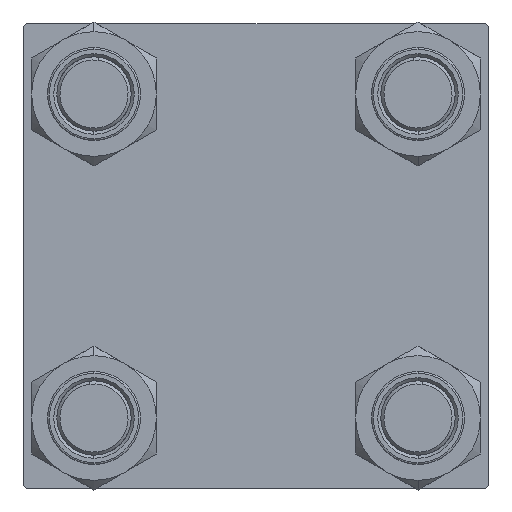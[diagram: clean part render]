
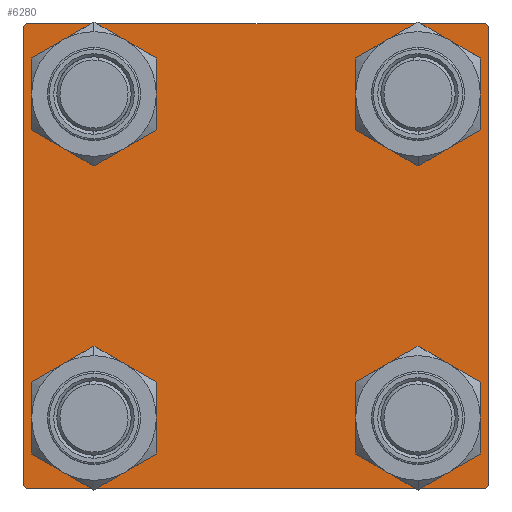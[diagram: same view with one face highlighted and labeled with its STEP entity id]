
A CAD part, left-side view. The second image highlights one B-rep face of the part: STEP entity #6280.
In plain terms, the highlighted planar face has unit normal (-1, 0, 0).
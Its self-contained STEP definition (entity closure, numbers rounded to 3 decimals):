
#256 = VERTEX_POINT ( 'NONE', #47297 ) ;
#301 = CARTESIAN_POINT ( 'NONE',  ( 0., -37., 37.5 ) ) ;
#492 = ORIENTED_EDGE ( 'NONE', *, *, #46992, .T. ) ;
#575 = CARTESIAN_POINT ( 'NONE',  ( 0., -26.15, 32.65 ) ) ;
#790 = CARTESIAN_POINT ( 'NONE',  ( 0., -37.5, 37. ) ) ;
#795 = CARTESIAN_POINT ( 'NONE',  ( 0., -26.15, 26.15 ) ) ;
#2097 = AXIS2_PLACEMENT_3D ( 'NONE', #33794, #50093, #46024 ) ;
#2212 = CARTESIAN_POINT ( 'NONE',  ( 0., -26.15, -19.65 ) ) ;
#2581 = VERTEX_POINT ( 'NONE', #790 ) ;
#2673 = EDGE_CURVE ( 'NONE', #28052, #12451, #28480, .T. ) ;
#2963 = AXIS2_PLACEMENT_3D ( 'NONE', #6998, #18696, #48773 ) ;
#3127 = VERTEX_POINT ( 'NONE', #12324 ) ;
#3424 = EDGE_CURVE ( 'NONE', #35260, #18655, #33990, .T. ) ;
#4057 = AXIS2_PLACEMENT_3D ( 'NONE', #16508, #13460, #36353 ) ;
#4096 = ORIENTED_EDGE ( 'NONE', *, *, #27124, .T. ) ;
#4315 = ORIENTED_EDGE ( 'NONE', *, *, #34721, .T. ) ;
#4851 = VECTOR ( 'NONE', #40487, 1000. ) ;
#5111 = DIRECTION ( 'NONE',  ( 1., 0., 0. ) ) ;
#5119 = CARTESIAN_POINT ( 'NONE',  ( 0., 37.25, -37.25 ) ) ;
#6012 = EDGE_LOOP ( 'NONE', ( #17633, #492 ) ) ;
#6280 = ADVANCED_FACE ( 'NONE', ( #7582, #23090, #16187, #43183, #31715 ), #35533, .T. ) ;
#6379 = LINE ( 'NONE', #44830, #4851 ) ;
#6605 = ORIENTED_EDGE ( 'NONE', *, *, #46237, .T. ) ;
#6998 = CARTESIAN_POINT ( 'NONE',  ( 0., 26.15, -26.15 ) ) ;
#7022 = CIRCLE ( 'NONE', #2963, 6.5 ) ;
#7582 = FACE_BOUND ( 'NONE', #24554, .T. ) ;
#8085 = CARTESIAN_POINT ( 'NONE',  ( 0., 37., -37.5 ) ) ;
#8110 = LINE ( 'NONE', #23621, #41934 ) ;
#8229 = EDGE_LOOP ( 'NONE', ( #15734, #6605, #46896, #22415, #18388, #32268, #20968, #49632 ) ) ;
#8321 = DIRECTION ( 'NONE',  ( 0., 0., 1. ) ) ;
#8700 = DIRECTION ( 'NONE',  ( 0., -0.707, -0.707 ) ) ;
#8934 = ORIENTED_EDGE ( 'NONE', *, *, #2673, .T. ) ;
#8951 = LINE ( 'NONE', #5119, #30082 ) ;
#9739 = VERTEX_POINT ( 'NONE', #2212 ) ;
#9841 = DIRECTION ( 'NONE',  ( 0., 0.707, -0.707 ) ) ;
#10264 = EDGE_CURVE ( 'NONE', #45589, #3127, #48683, .T. ) ;
#10541 = ORIENTED_EDGE ( 'NONE', *, *, #48466, .T. ) ;
#11101 = DIRECTION ( 'NONE',  ( 1., 0., 0. ) ) ;
#11691 = CARTESIAN_POINT ( 'NONE',  ( 0., 37., 37.5 ) ) ;
#12324 = CARTESIAN_POINT ( 'NONE',  ( 0., -37.5, -37. ) ) ;
#12451 = VERTEX_POINT ( 'NONE', #575 ) ;
#12844 = EDGE_LOOP ( 'NONE', ( #35125, #44778 ) ) ;
#13131 = DIRECTION ( 'NONE',  ( 0., 0., -1. ) ) ;
#13460 = DIRECTION ( 'NONE',  ( 1., 0., 0. ) ) ;
#13772 = DIRECTION ( 'NONE',  ( 0., 0., 1. ) ) ;
#14279 = EDGE_CURVE ( 'NONE', #2581, #3127, #40347, .T. ) ;
#15734 = ORIENTED_EDGE ( 'NONE', *, *, #43230, .T. ) ;
#16097 = EDGE_CURVE ( 'NONE', #35260, #48474, #8110, .T. ) ;
#16187 = FACE_BOUND ( 'NONE', #43154, .T. ) ;
#16313 = LINE ( 'NONE', #20131, #27670 ) ;
#16379 = AXIS2_PLACEMENT_3D ( 'NONE', #24459, #5111, #20637 ) ;
#16508 = CARTESIAN_POINT ( 'NONE',  ( 0., -26.15, -26.15 ) ) ;
#17156 = VECTOR ( 'NONE', #9841, 1000. ) ;
#17590 = DIRECTION ( 'NONE',  ( 1., 0., 0. ) ) ;
#17633 = ORIENTED_EDGE ( 'NONE', *, *, #19936, .T. ) ;
#17802 = CIRCLE ( 'NONE', #25086, 6.5 ) ;
#18007 = VERTEX_POINT ( 'NONE', #23745 ) ;
#18080 = EDGE_CURVE ( 'NONE', #31456, #45589, #37725, .T. ) ;
#18388 = ORIENTED_EDGE ( 'NONE', *, *, #14279, .F. ) ;
#18655 = VERTEX_POINT ( 'NONE', #28753 ) ;
#18696 = DIRECTION ( 'NONE',  ( 1., 0., 0. ) ) ;
#19936 = EDGE_CURVE ( 'NONE', #256, #18007, #50053, .T. ) ;
#20131 = CARTESIAN_POINT ( 'NONE',  ( 0., -37.25, 37.25 ) ) ;
#20382 = DIRECTION ( 'NONE',  ( 0., 0., 1. ) ) ;
#20533 = CARTESIAN_POINT ( 'NONE',  ( 0., 26.15, -32.65 ) ) ;
#20637 = DIRECTION ( 'NONE',  ( 0., 0., 1. ) ) ;
#20968 = ORIENTED_EDGE ( 'NONE', *, *, #16097, .F. ) ;
#22415 = ORIENTED_EDGE ( 'NONE', *, *, #10264, .T. ) ;
#23090 = FACE_BOUND ( 'NONE', #12844, .T. ) ;
#23216 = DIRECTION ( 'NONE',  ( 0., 0.707, 0.707 ) ) ;
#23463 = CARTESIAN_POINT ( 'NONE',  ( 0., 26.15, -26.15 ) ) ;
#23465 = DIRECTION ( 'NONE',  ( 1., 0., 0. ) ) ;
#23566 = CIRCLE ( 'NONE', #4057, 6.5 ) ;
#23621 = CARTESIAN_POINT ( 'NONE',  ( 0., 37.5, 37.5 ) ) ;
#23745 = CARTESIAN_POINT ( 'NONE',  ( 0., 26.15, 19.65 ) ) ;
#24459 = CARTESIAN_POINT ( 'NONE',  ( 0., -26.15, 26.15 ) ) ;
#24520 = AXIS2_PLACEMENT_3D ( 'NONE', #38863, #39106, #8321 ) ;
#24554 = EDGE_LOOP ( 'NONE', ( #4096, #8934 ) ) ;
#25086 = AXIS2_PLACEMENT_3D ( 'NONE', #795, #23465, #20382 ) ;
#25254 = CARTESIAN_POINT ( 'NONE',  ( 0., 37.5, -37.5 ) ) ;
#25755 = CARTESIAN_POINT ( 'NONE',  ( 0., -37.25, -37.25 ) ) ;
#25779 = VERTEX_POINT ( 'NONE', #33480 ) ;
#26855 = CIRCLE ( 'NONE', #29278, 6.5 ) ;
#26976 = CARTESIAN_POINT ( 'NONE',  ( 0., -37., -37.5 ) ) ;
#27124 = EDGE_CURVE ( 'NONE', #12451, #28052, #17802, .T. ) ;
#27670 = VECTOR ( 'NONE', #23216, 1000. ) ;
#27724 = VERTEX_POINT ( 'NONE', #36989 ) ;
#28052 = VERTEX_POINT ( 'NONE', #32605 ) ;
#28480 = CIRCLE ( 'NONE', #16379, 6.5 ) ;
#28753 = CARTESIAN_POINT ( 'NONE',  ( 0., 37.5, 37. ) ) ;
#29278 = AXIS2_PLACEMENT_3D ( 'NONE', #40996, #17590, #13772 ) ;
#30082 = VECTOR ( 'NONE', #8700, 1000. ) ;
#30478 = VECTOR ( 'NONE', #37216, 1000. ) ;
#31198 = VERTEX_POINT ( 'NONE', #41563 ) ;
#31456 = VERTEX_POINT ( 'NONE', #8085 ) ;
#31664 = VERTEX_POINT ( 'NONE', #20533 ) ;
#31715 = FACE_OUTER_BOUND ( 'NONE', #8229, .T. ) ;
#32268 = ORIENTED_EDGE ( 'NONE', *, *, #48310, .T. ) ;
#32605 = CARTESIAN_POINT ( 'NONE',  ( 0., -26.15, 19.65 ) ) ;
#33215 = CARTESIAN_POINT ( 'NONE',  ( 0., -37.5, 37.5 ) ) ;
#33346 = AXIS2_PLACEMENT_3D ( 'NONE', #49803, #11101, #45974 ) ;
#33381 = AXIS2_PLACEMENT_3D ( 'NONE', #23463, #38985, #35161 ) ;
#33480 = CARTESIAN_POINT ( 'NONE',  ( 0., 26.15, -19.65 ) ) ;
#33794 = CARTESIAN_POINT ( 'NONE',  ( 0., 26.15, 26.15 ) ) ;
#33990 = LINE ( 'NONE', #37808, #17156 ) ;
#34721 = EDGE_CURVE ( 'NONE', #25779, #31664, #7022, .T. ) ;
#35125 = ORIENTED_EDGE ( 'NONE', *, *, #46522, .T. ) ;
#35161 = DIRECTION ( 'NONE',  ( 0., 0., 1. ) ) ;
#35260 = VERTEX_POINT ( 'NONE', #11691 ) ;
#35533 = PLANE ( 'NONE',  #24520 ) ;
#36353 = DIRECTION ( 'NONE',  ( 0., 0., 1. ) ) ;
#36975 = VECTOR ( 'NONE', #13131, 1000. ) ;
#36989 = CARTESIAN_POINT ( 'NONE',  ( 0., 37.5, -37. ) ) ;
#37216 = DIRECTION ( 'NONE',  ( 0., -1., 0. ) ) ;
#37725 = LINE ( 'NONE', #25254, #30478 ) ;
#37808 = CARTESIAN_POINT ( 'NONE',  ( 0., 37.25, 37.25 ) ) ;
#38252 = CIRCLE ( 'NONE', #33381, 6.5 ) ;
#38863 = CARTESIAN_POINT ( 'NONE',  ( 0., 0., 0. ) ) ;
#38985 = DIRECTION ( 'NONE',  ( 1., 0., 0. ) ) ;
#39106 = DIRECTION ( 'NONE',  ( -1., 0., 0. ) ) ;
#39147 = DIRECTION ( 'NONE',  ( 0., -1., 0. ) ) ;
#40347 = LINE ( 'NONE', #33215, #36975 ) ;
#40487 = DIRECTION ( 'NONE',  ( 0., 0., -1. ) ) ;
#40645 = CIRCLE ( 'NONE', #33346, 6.5 ) ;
#40883 = VECTOR ( 'NONE', #41282, 1000. ) ;
#40996 = CARTESIAN_POINT ( 'NONE',  ( 0., -26.15, -26.15 ) ) ;
#41282 = DIRECTION ( 'NONE',  ( 0., -0.707, 0.707 ) ) ;
#41563 = CARTESIAN_POINT ( 'NONE',  ( 0., -26.15, -32.65 ) ) ;
#41934 = VECTOR ( 'NONE', #39147, 1000. ) ;
#43154 = EDGE_LOOP ( 'NONE', ( #4315, #10541 ) ) ;
#43183 = FACE_BOUND ( 'NONE', #6012, .T. ) ;
#43230 = EDGE_CURVE ( 'NONE', #18655, #27724, #6379, .T. ) ;
#44223 = EDGE_CURVE ( 'NONE', #31198, #9739, #26855, .T. ) ;
#44778 = ORIENTED_EDGE ( 'NONE', *, *, #44223, .T. ) ;
#44830 = CARTESIAN_POINT ( 'NONE',  ( 0., 37.5, 37.5 ) ) ;
#45589 = VERTEX_POINT ( 'NONE', #26976 ) ;
#45974 = DIRECTION ( 'NONE',  ( 0., 0., 1. ) ) ;
#46024 = DIRECTION ( 'NONE',  ( 0., 0., 1. ) ) ;
#46237 = EDGE_CURVE ( 'NONE', #27724, #31456, #8951, .T. ) ;
#46522 = EDGE_CURVE ( 'NONE', #9739, #31198, #23566, .T. ) ;
#46896 = ORIENTED_EDGE ( 'NONE', *, *, #18080, .T. ) ;
#46992 = EDGE_CURVE ( 'NONE', #18007, #256, #40645, .T. ) ;
#47297 = CARTESIAN_POINT ( 'NONE',  ( 0., 26.15, 32.65 ) ) ;
#48310 = EDGE_CURVE ( 'NONE', #2581, #48474, #16313, .T. ) ;
#48466 = EDGE_CURVE ( 'NONE', #31664, #25779, #38252, .T. ) ;
#48474 = VERTEX_POINT ( 'NONE', #301 ) ;
#48683 = LINE ( 'NONE', #25755, #40883 ) ;
#48773 = DIRECTION ( 'NONE',  ( 0., 0., 1. ) ) ;
#49632 = ORIENTED_EDGE ( 'NONE', *, *, #3424, .T. ) ;
#49803 = CARTESIAN_POINT ( 'NONE',  ( 0., 26.15, 26.15 ) ) ;
#50053 = CIRCLE ( 'NONE', #2097, 6.5 ) ;
#50093 = DIRECTION ( 'NONE',  ( 1., 0., 0. ) ) ;
